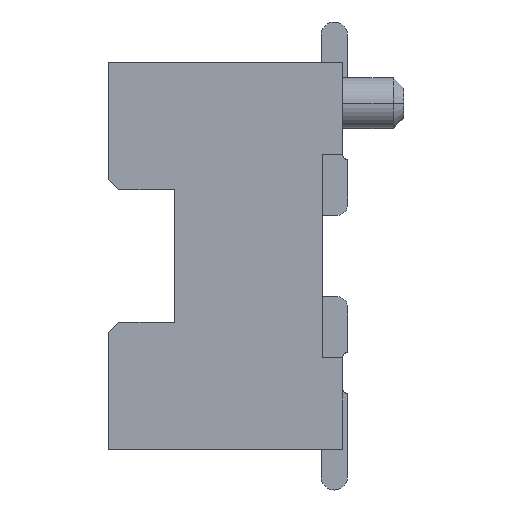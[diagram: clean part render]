
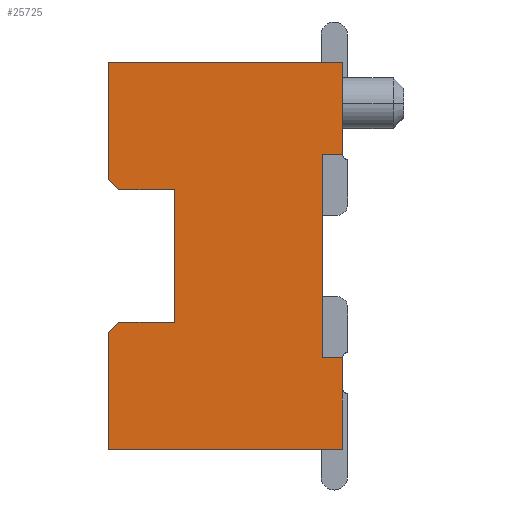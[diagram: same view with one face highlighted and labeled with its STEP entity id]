
A CAD part, left-side view. The second image highlights one B-rep face of the part: STEP entity #25725.
In plain terms, the highlighted planar face has unit normal (-1, 0, 0).
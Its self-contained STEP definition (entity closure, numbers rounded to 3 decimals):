
#9=DIRECTION('',(0.,0.,1.));
#10=VECTOR('',#9,0.9);
#11=CARTESIAN_POINT('',(-4.85,0.,1.));
#12=LINE('',#11,#10);
#29=DIRECTION('',(0.,0.,1.));
#30=VECTOR('',#29,0.9);
#31=CARTESIAN_POINT('',(-4.85,0.,-1.9));
#32=LINE('',#31,#30);
#97=DIRECTION('',(0.,1.,0.));
#98=VECTOR('',#97,2.3);
#99=CARTESIAN_POINT('',(-4.85,0.,1.9));
#100=LINE('',#99,#98);
#4257=DIRECTION('',(0.,0.,1.));
#4258=VECTOR('',#4257,1.15);
#4259=CARTESIAN_POINT('',(-4.85,2.3,0.75));
#4260=LINE('',#4259,#4258);
#4289=DIRECTION('',(0.,0.,1.));
#4290=VECTOR('',#4289,1.15);
#4291=CARTESIAN_POINT('',(-4.85,2.3,-1.9));
#4292=LINE('',#4291,#4290);
#4949=DIRECTION('',(0.,0.707,-0.707));
#4950=VECTOR('',#4949,0.141);
#4951=CARTESIAN_POINT('',(-4.85,2.2,-0.65));
#4952=LINE('',#4951,#4950);
#4953=DIRECTION('',(0.,-1.,0.));
#4954=VECTOR('',#4953,0.55);
#4955=CARTESIAN_POINT('',(-4.85,2.2,-0.65));
#4956=LINE('',#4955,#4954);
#4957=DIRECTION('',(0.,0.,-1.));
#4958=VECTOR('',#4957,1.3);
#4959=CARTESIAN_POINT('',(-4.85,1.65,0.65));
#4960=LINE('',#4959,#4958);
#4961=DIRECTION('',(0.,-1.,0.));
#4962=VECTOR('',#4961,0.55);
#4963=CARTESIAN_POINT('',(-4.85,2.2,0.65));
#4964=LINE('',#4963,#4962);
#4965=DIRECTION('',(0.,-0.707,-0.707));
#4966=VECTOR('',#4965,0.141);
#4967=CARTESIAN_POINT('',(-4.85,2.3,0.75));
#4968=LINE('',#4967,#4966);
#4969=DIRECTION('',(0.,1.,0.));
#4970=VECTOR('',#4969,0.2);
#4971=CARTESIAN_POINT('',(-4.85,0.,1.));
#4972=LINE('',#4971,#4970);
#4973=DIRECTION('',(0.,0.,1.));
#4974=VECTOR('',#4973,2.);
#4975=CARTESIAN_POINT('',(-4.85,0.2,-1.));
#4976=LINE('',#4975,#4974);
#4977=DIRECTION('',(0.,1.,0.));
#4978=VECTOR('',#4977,0.2);
#4979=CARTESIAN_POINT('',(-4.85,0.,-1.));
#4980=LINE('',#4979,#4978);
#4981=DIRECTION('',(0.,1.,0.));
#4982=VECTOR('',#4981,2.3);
#4983=CARTESIAN_POINT('',(-4.85,0.,-1.9));
#4984=LINE('',#4983,#4982);
#16869=CARTESIAN_POINT('',(-4.85,2.3,1.9));
#16871=VERTEX_POINT('',#16869);
#16874=CARTESIAN_POINT('',(-4.85,2.3,-1.9));
#16876=VERTEX_POINT('',#16874);
#16877=CARTESIAN_POINT('',(-4.85,0.,-1.9));
#16878=VERTEX_POINT('',#16877);
#16879=CARTESIAN_POINT('',(-4.85,0.,1.9));
#16880=VERTEX_POINT('',#16879);
#16913=CARTESIAN_POINT('',(-4.85,0.,1.));
#16914=VERTEX_POINT('',#16913);
#16915=CARTESIAN_POINT('',(-4.85,0.,-1.));
#16917=VERTEX_POINT('',#16915);
#16933=CARTESIAN_POINT('',(-4.85,0.2,-1.));
#16934=CARTESIAN_POINT('',(-4.85,0.2,1.));
#16935=VERTEX_POINT('',#16933);
#16936=VERTEX_POINT('',#16934);
#16981=CARTESIAN_POINT('',(-4.85,1.65,0.65));
#16982=CARTESIAN_POINT('',(-4.85,1.65,-0.65));
#16983=VERTEX_POINT('',#16981);
#16984=VERTEX_POINT('',#16982);
#20597=CARTESIAN_POINT('',(-4.85,2.2,-0.65));
#20598=CARTESIAN_POINT('',(-4.85,2.3,-0.75));
#20599=VERTEX_POINT('',#20597);
#20600=VERTEX_POINT('',#20598);
#20657=CARTESIAN_POINT('',(-4.85,2.3,0.75));
#20658=CARTESIAN_POINT('',(-4.85,2.2,0.65));
#20659=VERTEX_POINT('',#20657);
#20660=VERTEX_POINT('',#20658);
#25700=CARTESIAN_POINT('',(-4.85,0.,-1.9));
#25701=DIRECTION('',(-1.,0.,0.));
#25702=DIRECTION('',(0.,0.,1.));
#25703=AXIS2_PLACEMENT_3D('',#25700,#25701,#25702);
#25704=PLANE('',#25703);
#25705=ORIENTED_EDGE('',*,*,#25691,.F.);
#25706=ORIENTED_EDGE('',*,*,#25667,.T.);
#25707=ORIENTED_EDGE('',*,*,#25547,.F.);
#25709=ORIENTED_EDGE('',*,*,#25708,.F.);
#25711=ORIENTED_EDGE('',*,*,#25710,.F.);
#25712=ORIENTED_EDGE('',*,*,#24848,.T.);
#25713=ORIENTED_EDGE('',*,*,#22219,.F.);
#25714=ORIENTED_EDGE('',*,*,#22126,.F.);
#25716=ORIENTED_EDGE('',*,*,#25715,.T.);
#25717=ORIENTED_EDGE('',*,*,#22642,.F.);
#25719=ORIENTED_EDGE('',*,*,#25718,.F.);
#25720=ORIENTED_EDGE('',*,*,#22150,.F.);
#25721=ORIENTED_EDGE('',*,*,#23357,.T.);
#25722=ORIENTED_EDGE('',*,*,#24872,.T.);
#25723=EDGE_LOOP('',(#25705,#25706,#25707,#25709,#25711,#25712,#25713,#25714,
#25716,#25717,#25719,#25720,#25721,#25722));
#25724=FACE_OUTER_BOUND('',#25723,.F.);
#22126=EDGE_CURVE('',#16914,#16880,#12,.T.);
#22150=EDGE_CURVE('',#16878,#16917,#32,.T.);
#22219=EDGE_CURVE('',#16880,#16871,#100,.T.);
#22642=EDGE_CURVE('',#16935,#16936,#4976,.T.);
#23357=EDGE_CURVE('',#16878,#16876,#4984,.T.);
#24848=EDGE_CURVE('',#20659,#16871,#4260,.T.);
#24872=EDGE_CURVE('',#16876,#20600,#4292,.T.);
#25547=EDGE_CURVE('',#16983,#16984,#4960,.T.);
#25667=EDGE_CURVE('',#20599,#16984,#4956,.T.);
#25691=EDGE_CURVE('',#20599,#20600,#4952,.T.);
#25708=EDGE_CURVE('',#20660,#16983,#4964,.T.);
#25710=EDGE_CURVE('',#20659,#20660,#4968,.T.);
#25715=EDGE_CURVE('',#16914,#16936,#4972,.T.);
#25718=EDGE_CURVE('',#16917,#16935,#4980,.T.);
#25725=ADVANCED_FACE('',(#25724),#25704,.T.);
